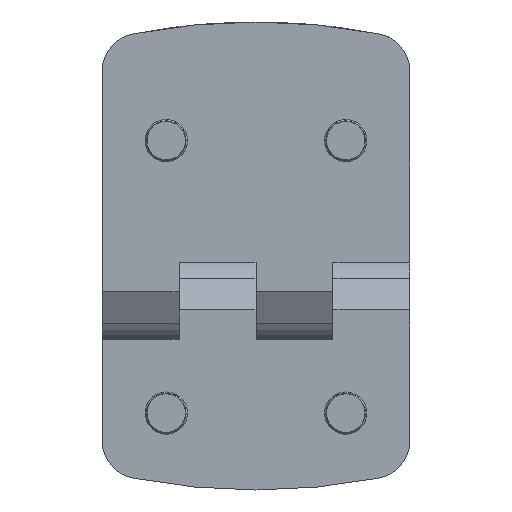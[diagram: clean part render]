
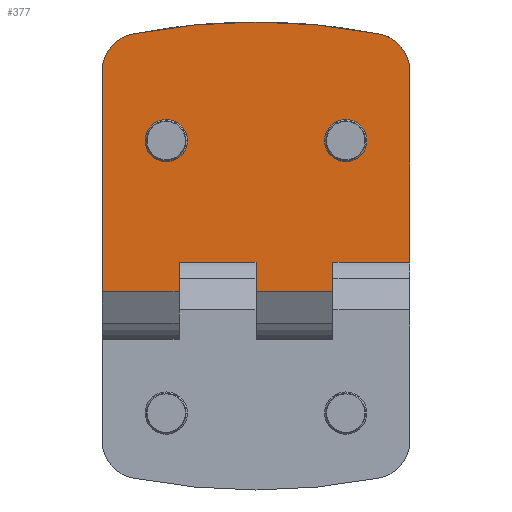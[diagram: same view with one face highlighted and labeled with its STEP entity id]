
A CAD part, left-side view. The second image highlights one B-rep face of the part: STEP entity #377.
In plain terms, the highlighted planar face has unit normal (-1, 0, 0).
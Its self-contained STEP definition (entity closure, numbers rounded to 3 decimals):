
#22 = PLANE ( 'NONE',  #151 ) ;
#23 = EDGE_CURVE ( 'NONE', #4339, #1404, #279, .T. ) ;
#44 = CARTESIAN_POINT ( 'NONE',  ( 0., 0., 1.7 ) ) ;
#78 = CARTESIAN_POINT ( 'NONE',  ( 0., 24., 1.415 ) ) ;
#118 = DIRECTION ( 'NONE',  ( 1., 0., 0. ) ) ;
#127 = CARTESIAN_POINT ( 'NONE',  ( 0., 19.149, 41.649 ) ) ;
#130 = ORIENTED_EDGE ( 'NONE', *, *, #3631, .T. ) ;
#148 = CARTESIAN_POINT ( 'NONE',  ( 0., 0., 1.415 ) ) ;
#151 = AXIS2_PLACEMENT_3D ( 'NONE', #3629, #4926, #1476 ) ;
#185 = CARTESIAN_POINT ( 'NONE',  ( 0., -18., 35.761 ) ) ;
#213 = DIRECTION ( 'NONE',  ( 0., 0., -1. ) ) ;
#279 = CIRCLE ( 'NONE', #1963, 3.3 ) ;
#357 = CARTESIAN_POINT ( 'NONE',  ( 0., 0., -56.5 ) ) ;
#362 = CIRCLE ( 'NONE', #2988, 3.3 ) ;
#377 = ADVANCED_FACE ( 'NONE', ( #3153, #4461, #2948 ), #22, .T. ) ;
#459 = LINE ( 'NONE', #44, #582 ) ;
#501 = LINE ( 'NONE', #2926, #689 ) ;
#507 = ORIENTED_EDGE ( 'NONE', *, *, #1637, .T. ) ;
#575 = CARTESIAN_POINT ( 'NONE',  ( 0., -14., 25. ) ) ;
#582 = VECTOR ( 'NONE', #5186, 1000. ) ;
#591 = CARTESIAN_POINT ( 'NONE',  ( 0., -19.149, 41.649 ) ) ;
#596 = VERTEX_POINT ( 'NONE', #2564 ) ;
#602 = ORIENTED_EDGE ( 'NONE', *, *, #23, .T. ) ;
#643 = LINE ( 'NONE', #2364, #4501 ) ;
#644 = EDGE_CURVE ( 'NONE', #5419, #2842, #4091, .T. ) ;
#676 = ORIENTED_EDGE ( 'NONE', *, *, #2034, .T. ) ;
#689 = VECTOR ( 'NONE', #2886, 1000. ) ;
#700 = EDGE_CURVE ( 'NONE', #4564, #1759, #2668, .T. ) ;
#760 = LINE ( 'NONE', #1703, #2419 ) ;
#766 = CARTESIAN_POINT ( 'NONE',  ( 0., -12., 6. ) ) ;
#836 = CARTESIAN_POINT ( 'NONE',  ( 0., 0., 6. ) ) ;
#948 = VERTEX_POINT ( 'NONE', #836 ) ;
#997 = CARTESIAN_POINT ( 'NONE',  ( 0., -14., 21.7 ) ) ;
#1003 = DIRECTION ( 'NONE',  ( 0., 0., -1. ) ) ;
#1013 = CARTESIAN_POINT ( 'NONE',  ( 0., -24., 6. ) ) ;
#1058 = AXIS2_PLACEMENT_3D ( 'NONE', #4795, #2618, #5288 ) ;
#1120 = ORIENTED_EDGE ( 'NONE', *, *, #5050, .T. ) ;
#1166 = LINE ( 'NONE', #4308, #5366 ) ;
#1231 = EDGE_LOOP ( 'NONE', ( #1374, #4444 ) ) ;
#1266 = EDGE_CURVE ( 'NONE', #4298, #1647, #4064, .T. ) ;
#1277 = EDGE_CURVE ( 'NONE', #1759, #4564, #2782, .T. ) ;
#1374 = ORIENTED_EDGE ( 'NONE', *, *, #1277, .T. ) ;
#1376 = VERTEX_POINT ( 'NONE', #766 ) ;
#1404 = VERTEX_POINT ( 'NONE', #3726 ) ;
#1470 = AXIS2_PLACEMENT_3D ( 'NONE', #185, #4127, #4065 ) ;
#1471 = CARTESIAN_POINT ( 'NONE',  ( 0., -14., 25. ) ) ;
#1476 = DIRECTION ( 'NONE',  ( 0., 0., 1. ) ) ;
#1500 = ORIENTED_EDGE ( 'NONE', *, *, #3175, .T. ) ;
#1637 = EDGE_CURVE ( 'NONE', #1404, #4339, #362, .T. ) ;
#1647 = VERTEX_POINT ( 'NONE', #591 ) ;
#1657 = EDGE_CURVE ( 'NONE', #4368, #4298, #3986, .T. ) ;
#1703 = CARTESIAN_POINT ( 'NONE',  ( 0., 24., 1.7 ) ) ;
#1753 = AXIS2_PLACEMENT_3D ( 'NONE', #4997, #4109, #1886 ) ;
#1759 = VERTEX_POINT ( 'NONE', #5045 ) ;
#1826 = EDGE_CURVE ( 'NONE', #2476, #596, #501, .T. ) ;
#1829 = CARTESIAN_POINT ( 'NONE',  ( 0., -24., 1.7 ) ) ;
#1886 = DIRECTION ( 'NONE',  ( 0., 0., -1. ) ) ;
#1925 = CARTESIAN_POINT ( 'NONE',  ( 0., 14., 28.3 ) ) ;
#1963 = AXIS2_PLACEMENT_3D ( 'NONE', #575, #5207, #4769 ) ;
#2017 = VECTOR ( 'NONE', #2638, 1000. ) ;
#2034 = EDGE_CURVE ( 'NONE', #596, #4361, #3615, .T. ) ;
#2263 = CARTESIAN_POINT ( 'NONE',  ( 0., -24., 35.761 ) ) ;
#2364 = CARTESIAN_POINT ( 'NONE',  ( 0., 24., 6. ) ) ;
#2419 = VECTOR ( 'NONE', #4757, 1000. ) ;
#2476 = VERTEX_POINT ( 'NONE', #3639 ) ;
#2564 = CARTESIAN_POINT ( 'NONE',  ( 0., 12., 1.415 ) ) ;
#2575 = EDGE_LOOP ( 'NONE', ( #602, #507 ) ) ;
#2618 = DIRECTION ( 'NONE',  ( -1., 0., 0. ) ) ;
#2627 = LINE ( 'NONE', #3974, #2017 ) ;
#2638 = DIRECTION ( 'NONE',  ( 0., -1., 0. ) ) ;
#2668 = CIRCLE ( 'NONE', #2841, 3.3 ) ;
#2672 = CARTESIAN_POINT ( 'NONE',  ( 0., -12., 1.415 ) ) ;
#2766 = CIRCLE ( 'NONE', #1058, 6. ) ;
#2782 = CIRCLE ( 'NONE', #1753, 3.3 ) ;
#2825 = VECTOR ( 'NONE', #3215, 1000. ) ;
#2841 = AXIS2_PLACEMENT_3D ( 'NONE', #5370, #4912, #213 ) ;
#2842 = VERTEX_POINT ( 'NONE', #2672 ) ;
#2855 = ORIENTED_EDGE ( 'NONE', *, *, #3768, .T. ) ;
#2863 = VECTOR ( 'NONE', #5293, 1000. ) ;
#2886 = DIRECTION ( 'NONE',  ( 0., -1., 0. ) ) ;
#2896 = ORIENTED_EDGE ( 'NONE', *, *, #5143, .T. ) ;
#2926 = CARTESIAN_POINT ( 'NONE',  ( 0., 24., 1.415 ) ) ;
#2948 = FACE_OUTER_BOUND ( 'NONE', #4814, .T. ) ;
#2988 = AXIS2_PLACEMENT_3D ( 'NONE', #1471, #118, #1003 ) ;
#3153 = FACE_BOUND ( 'NONE', #2575, .T. ) ;
#3170 = DIRECTION ( 'NONE',  ( 0., 0., 1. ) ) ;
#3175 = EDGE_CURVE ( 'NONE', #948, #5419, #459, .T. ) ;
#3215 = DIRECTION ( 'NONE',  ( 0., 0., 1. ) ) ;
#3225 = ORIENTED_EDGE ( 'NONE', *, *, #3535, .T. ) ;
#3232 = DIRECTION ( 'NONE',  ( 0., -1., 0. ) ) ;
#3452 = ORIENTED_EDGE ( 'NONE', *, *, #1266, .T. ) ;
#3535 = EDGE_CURVE ( 'NONE', #4660, #2476, #760, .T. ) ;
#3615 = LINE ( 'NONE', #4556, #2825 ) ;
#3629 = CARTESIAN_POINT ( 'NONE',  ( 0., 24., 1.7 ) ) ;
#3631 = EDGE_CURVE ( 'NONE', #5429, #4660, #2766, .T. ) ;
#3639 = CARTESIAN_POINT ( 'NONE',  ( 0., 24., 1.415 ) ) ;
#3726 = CARTESIAN_POINT ( 'NONE',  ( 0., -14., 28.3 ) ) ;
#3768 = EDGE_CURVE ( 'NONE', #4361, #948, #2627, .T. ) ;
#3834 = DIRECTION ( 'NONE',  ( 0., 0., 1. ) ) ;
#3850 = VECTOR ( 'NONE', #3170, 1000. ) ;
#3974 = CARTESIAN_POINT ( 'NONE',  ( 0., 24., 6. ) ) ;
#3986 = LINE ( 'NONE', #1829, #3850 ) ;
#4053 = CARTESIAN_POINT ( 'NONE',  ( 0., 12., 6. ) ) ;
#4064 = CIRCLE ( 'NONE', #1470, 6. ) ;
#4065 = DIRECTION ( 'NONE',  ( 0., 0., -1. ) ) ;
#4081 = ORIENTED_EDGE ( 'NONE', *, *, #1657, .T. ) ;
#4091 = LINE ( 'NONE', #78, #2863 ) ;
#4109 = DIRECTION ( 'NONE',  ( 1., 0., 0. ) ) ;
#4127 = DIRECTION ( 'NONE',  ( -1., 0., 0. ) ) ;
#4273 = CIRCLE ( 'NONE', #4614, 100. ) ;
#4298 = VERTEX_POINT ( 'NONE', #2263 ) ;
#4308 = CARTESIAN_POINT ( 'NONE',  ( 0., -12., 1.7 ) ) ;
#4339 = VERTEX_POINT ( 'NONE', #997 ) ;
#4361 = VERTEX_POINT ( 'NONE', #4053 ) ;
#4368 = VERTEX_POINT ( 'NONE', #1013 ) ;
#4444 = ORIENTED_EDGE ( 'NONE', *, *, #700, .T. ) ;
#4461 = FACE_BOUND ( 'NONE', #1231, .T. ) ;
#4501 = VECTOR ( 'NONE', #3232, 1000. ) ;
#4556 = CARTESIAN_POINT ( 'NONE',  ( 0., 12., 1.7 ) ) ;
#4564 = VERTEX_POINT ( 'NONE', #1925 ) ;
#4614 = AXIS2_PLACEMENT_3D ( 'NONE', #357, #4720, #4738 ) ;
#4660 = VERTEX_POINT ( 'NONE', #5051 ) ;
#4720 = DIRECTION ( 'NONE',  ( -1., 0., 0. ) ) ;
#4738 = DIRECTION ( 'NONE',  ( 0., 0., -1. ) ) ;
#4757 = DIRECTION ( 'NONE',  ( 0., 0., -1. ) ) ;
#4769 = DIRECTION ( 'NONE',  ( 0., 0., -1. ) ) ;
#4795 = CARTESIAN_POINT ( 'NONE',  ( 0., 18., 35.761 ) ) ;
#4814 = EDGE_LOOP ( 'NONE', ( #3452, #5147, #130, #3225, #4847, #676, #2855, #1500, #5005, #2896, #1120, #4081 ) ) ;
#4847 = ORIENTED_EDGE ( 'NONE', *, *, #1826, .T. ) ;
#4912 = DIRECTION ( 'NONE',  ( 1., 0., 0. ) ) ;
#4921 = EDGE_CURVE ( 'NONE', #1647, #5429, #4273, .T. ) ;
#4926 = DIRECTION ( 'NONE',  ( -1., 0., 0. ) ) ;
#4997 = CARTESIAN_POINT ( 'NONE',  ( 0., 14., 25. ) ) ;
#5005 = ORIENTED_EDGE ( 'NONE', *, *, #644, .T. ) ;
#5045 = CARTESIAN_POINT ( 'NONE',  ( 0., 14., 21.7 ) ) ;
#5050 = EDGE_CURVE ( 'NONE', #1376, #4368, #643, .T. ) ;
#5051 = CARTESIAN_POINT ( 'NONE',  ( 0., 24., 35.761 ) ) ;
#5143 = EDGE_CURVE ( 'NONE', #2842, #1376, #1166, .T. ) ;
#5147 = ORIENTED_EDGE ( 'NONE', *, *, #4921, .T. ) ;
#5186 = DIRECTION ( 'NONE',  ( 0., 0., -1. ) ) ;
#5207 = DIRECTION ( 'NONE',  ( 1., 0., 0. ) ) ;
#5288 = DIRECTION ( 'NONE',  ( 0., 0., 1. ) ) ;
#5293 = DIRECTION ( 'NONE',  ( 0., -1., 0. ) ) ;
#5366 = VECTOR ( 'NONE', #3834, 1000. ) ;
#5370 = CARTESIAN_POINT ( 'NONE',  ( 0., 14., 25. ) ) ;
#5419 = VERTEX_POINT ( 'NONE', #148 ) ;
#5429 = VERTEX_POINT ( 'NONE', #127 ) ;
